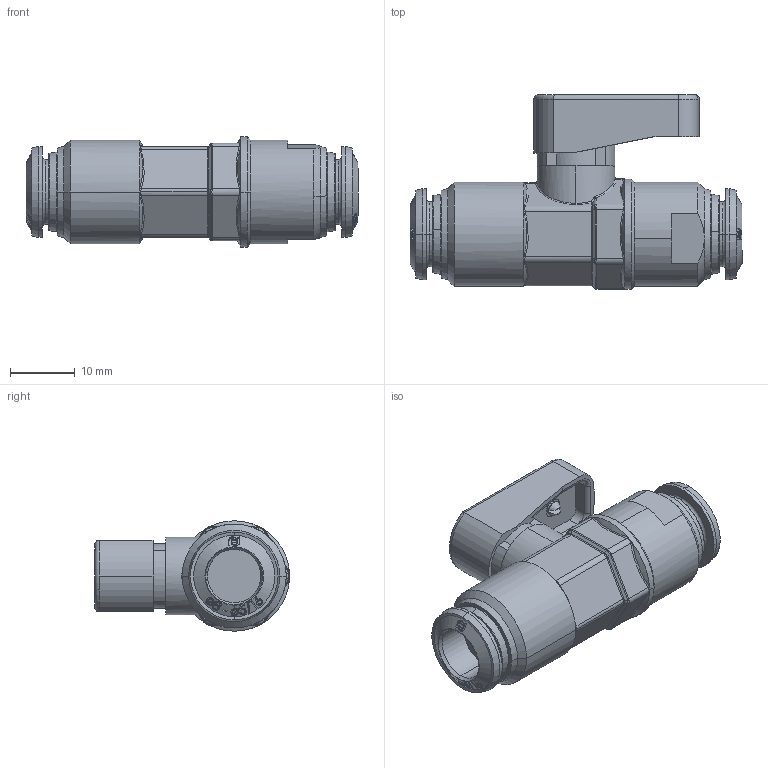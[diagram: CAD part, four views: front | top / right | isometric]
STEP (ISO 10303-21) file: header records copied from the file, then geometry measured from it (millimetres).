
FILE_DESCRIPTION (( 'STEP AP214' ), '1' );
FILE_NAME ('0656000003.step', '2012-10-02T16:35:41', ( '' ), ( '' ), 'SwSTEP 2.0', 'SolidWorks 2012', '' );
FILE_SCHEMA (( 'AUTOMOTIVE_DESIGN' ));
Length unit declared in the file: millimetre
Products named in the file (1): 0656000003
Bounding box: 51.1 x 30 x 17 mm (x, y, z)
Volume: 10592.9 mm3; surface area: 5255.6 mm2
Topology: 8 solids, 17 shells, 888 faces, 2254 edges, 1448 vertices
Faces by surface type: bspline 381, plane 244, cylinder 122, cone 99, torus 40, sphere 2
Entity records: 43464 total; most frequent: CARTESIAN_POINT 25129, ORIENTED_EDGE 4508, DIRECTION 2558, EDGE_CURVE 2254, VERTEX_POINT 1448, B_SPLINE_CURVE_WITH_KNOTS 1020, EDGE_LOOP 948, AXIS2_PLACEMENT_3D 903
